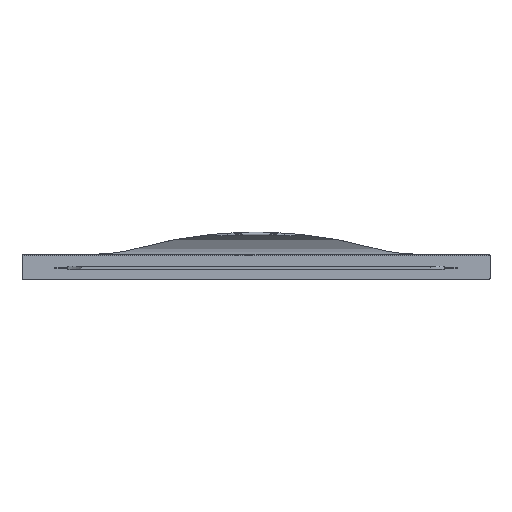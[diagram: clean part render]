
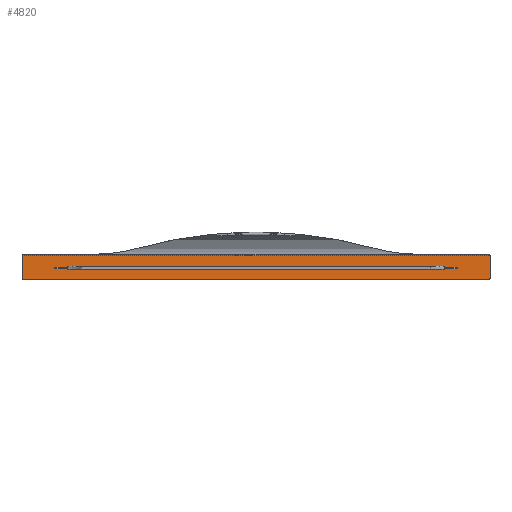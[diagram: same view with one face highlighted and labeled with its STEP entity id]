
A CAD part, front view. The second image highlights one B-rep face of the part: STEP entity #4820.
In plain terms, the highlighted planar face has unit normal (0, -1, 0).
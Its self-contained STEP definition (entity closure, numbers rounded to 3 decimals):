
#280=CARTESIAN_POINT('',(-197.5,-3.,20.5));
#290=VERTEX_POINT('',#280);
#320=CARTESIAN_POINT('',(-197.5,-3.,0.));
#330=DIRECTION('',(0.,0.,-1.));
#340=VECTOR('',#330,1.);
#350=LINE('',#320,#340);
#360=CARTESIAN_POINT('',(-197.5,-3.,1.));
#370=VERTEX_POINT('',#360);
#380=EDGE_CURVE('',#290,#370,#350,.T.);
#2310=CARTESIAN_POINT('',(197.5,-3.,1.));
#2320=VERTEX_POINT('',#2310);
#2350=CARTESIAN_POINT('',(197.5,-3.,0.));
#2360=DIRECTION('',(0.,0.,-1.));
#2370=VECTOR('',#2360,1.);
#2380=LINE('',#2350,#2370);
#2390=CARTESIAN_POINT('',(197.5,-3.,20.5));
#2400=VERTEX_POINT('',#2390);
#2410=EDGE_CURVE('',#2400,#2320,#2380,.T.);
#4090=CARTESIAN_POINT('',(237.,-3.,-3.9));
#4100=DIRECTION('',(0.,1.,0.));
#4110=DIRECTION('',(0.,0.,1.));
#4120=AXIS2_PLACEMENT_3D('',#4090,#4100,#4110);
#4130=PLANE('',#4120);
#4140=CARTESIAN_POINT('',(-196.5,-3.,1.));
#4150=DIRECTION('',(-0.,-1.,0.));
#4160=DIRECTION('',(-1.,0.,0.));
#4170=AXIS2_PLACEMENT_3D('',#4140,#4150,#4160);
#4180=CIRCLE('',#4170,1.);
#4190=CARTESIAN_POINT('',(-196.5,-3.,0.));
#4200=VERTEX_POINT('',#4190);
#4210=EDGE_CURVE('',#370,#4200,#4180,.T.);
#4220=ORIENTED_EDGE('',*,*,#4210,.T.);
#4230=ORIENTED_EDGE('',*,*,#380,.T.);
#4240=CARTESIAN_POINT('',(237.,-3.,20.5));
#4250=DIRECTION('',(-1.,0.,0.));
#4260=VECTOR('',#4250,1.);
#4270=LINE('',#4240,#4260);
#4280=EDGE_CURVE('',#2400,#290,#4270,.T.);
#4290=ORIENTED_EDGE('',*,*,#4280,.T.);
#4300=ORIENTED_EDGE('',*,*,#2410,.F.);
#4310=CARTESIAN_POINT('',(196.5,-3.,1.));
#4320=DIRECTION('',(-0.,1.,-0.));
#4330=DIRECTION('',(1.,0.,0.));
#4340=AXIS2_PLACEMENT_3D('',#4310,#4320,#4330);
#4350=CIRCLE('',#4340,1.);
#4360=CARTESIAN_POINT('',(196.5,-3.,0.));
#4370=VERTEX_POINT('',#4360);
#4380=EDGE_CURVE('',#2320,#4370,#4350,.T.);
#4390=ORIENTED_EDGE('',*,*,#4380,.F.);
#4400=CARTESIAN_POINT('',(0.,-3.,0.));
#4410=DIRECTION('',(-1.,-0.,0.));
#4420=VECTOR('',#4410,1.);
#4430=LINE('',#4400,#4420);
#4440=EDGE_CURVE('',#4370,#4200,#4430,.T.);
#4450=ORIENTED_EDGE('',*,*,#4440,.F.);
#4460=EDGE_LOOP('',(#4450,#4390,#4300,#4290,#4230,#4220));
#4470=FACE_OUTER_BOUND('',#4460,.T.);
#4480=CARTESIAN_POINT('',(169.861,-3.,8.5));
#4490=DIRECTION('',(-0.,0.,1.));
#4500=VECTOR('',#4490,1.);
#4510=LINE('',#4480,#4500);
#4520=CARTESIAN_POINT('',(169.861,-3.,9.4));
#4530=VERTEX_POINT('',#4520);
#4540=CARTESIAN_POINT('',(169.861,-3.,10.6));
#4550=VERTEX_POINT('',#4540);
#4560=EDGE_CURVE('',#4530,#4550,#4510,.T.);
#4570=ORIENTED_EDGE('',*,*,#4560,.F.);
#4580=CARTESIAN_POINT('',(0.,-3.,10.6));
#4590=DIRECTION('',(-1.,0.,-0.));
#4600=VECTOR('',#4590,1.);
#4610=LINE('',#4580,#4600);
#4620=CARTESIAN_POINT('',(-169.861,-3.,10.6));
#4630=VERTEX_POINT('',#4620);
#4640=EDGE_CURVE('',#4550,#4630,#4610,.T.);
#4650=ORIENTED_EDGE('',*,*,#4640,.F.);
#4660=CARTESIAN_POINT('',(-169.861,-3.,8.5));
#4670=DIRECTION('',(0.,0.,1.));
#4680=VECTOR('',#4670,1.);
#4690=LINE('',#4660,#4680);
#4700=CARTESIAN_POINT('',(-169.861,-3.,9.4));
#4710=VERTEX_POINT('',#4700);
#4720=EDGE_CURVE('',#4710,#4630,#4690,.T.);
#4730=ORIENTED_EDGE('',*,*,#4720,.T.);
#4740=CARTESIAN_POINT('',(0.,-3.,9.4));
#4750=DIRECTION('',(1.,-0.,0.));
#4760=VECTOR('',#4750,1.);
#4770=LINE('',#4740,#4760);
#4780=EDGE_CURVE('',#4710,#4530,#4770,.T.);
#4790=ORIENTED_EDGE('',*,*,#4780,.F.);
#4800=EDGE_LOOP('',(#4790,#4730,#4650,#4570));
#4810=FACE_BOUND('',#4800,.T.);
#4820=ADVANCED_FACE('',(#4470,#4810),#4130,.F.);
